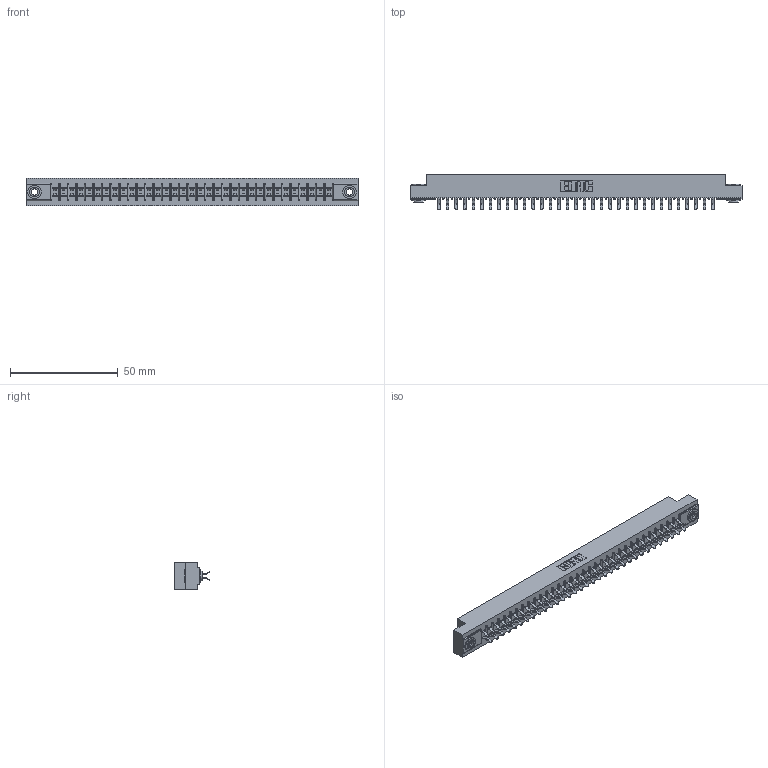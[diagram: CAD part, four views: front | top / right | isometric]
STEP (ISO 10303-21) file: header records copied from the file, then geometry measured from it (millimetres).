
FILE_DESCRIPTION (( 'STEP AP203' ), '1' );
FILE_NAME ('305-066-556-203.STEP', '2019-09-10T03:52:18', ( '' ), ( '' ), 'SwSTEP 2.0', 'SolidWorks 2016', '' );
FILE_SCHEMA (( 'CONFIG_CONTROL_DESIGN' ));
Length unit declared in the file: inch
Products named in the file (4): 305 Part_.156 Dia; 305-290-001_556; 305-066-556-203; 345-250-002_345-250-002-102
Assembly tree (69 placements, depth 2):
  305-066-556-203
    305 Part_.156 Dia
    305-290-001_556  x66
    345-250-002_345-250-002-102  x2
Bounding box: 153.77 x 16.64 x 12.7 mm (x, y, z)
Volume: 15974.5 mm3; surface area: 20398.5 mm2
Topology: 69 solids, 69 shells, 3864 faces, 11087 edges, 7210 vertices
Faces by surface type: plane 2138, cylinder 1586, sphere 132, cone 8
Entity records: 38113 total; most frequent: CARTESIAN_POINT 6290, ORIENTED_EDGE 6234, DIRECTION 6111, EDGE_CURVE 3117, VECTOR 2497, LINE 2497, VERTEX_POINT 1986, AXIS2_PLACEMENT_3D 1807
